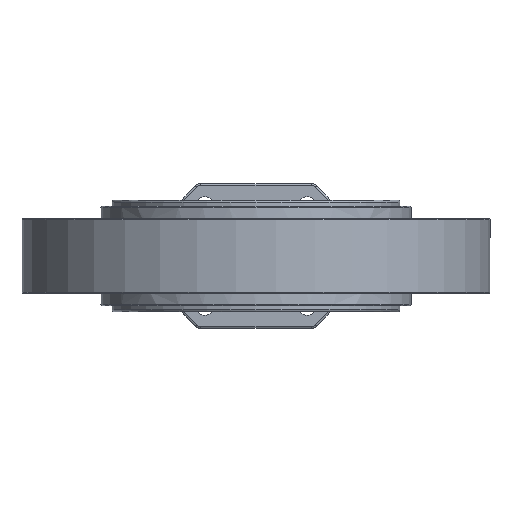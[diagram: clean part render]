
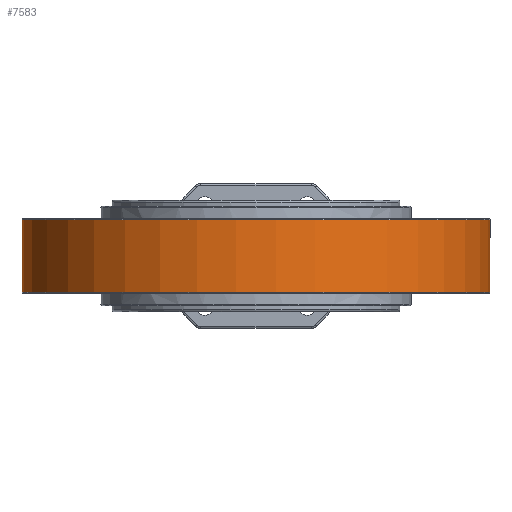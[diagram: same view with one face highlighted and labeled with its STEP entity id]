
A CAD part, front view. The second image highlights one B-rep face of the part: STEP entity #7583.
In plain terms, the highlighted cylindrical face has radius 113.25 mm (diameter 226.5 mm), a partial arc.
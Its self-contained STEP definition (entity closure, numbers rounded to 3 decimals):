
#472=CYLINDRICAL_SURFACE('',#8377,113.25);
#1143=FACE_OUTER_BOUND('',#1591,.T.);
#1591=EDGE_LOOP('',(#6103,#6104,#6105,#6106));
#2009=CIRCLE('',#8144,113.25);
#2031=CIRCLE('',#8182,113.25);
#2618=LINE('',#13645,#3068);
#2620=LINE('',#13648,#3070);
#3068=VECTOR('',#9974,10.);
#3070=VECTOR('',#9978,10.);
#3543=VERTEX_POINT('',#12739);
#3544=VERTEX_POINT('',#12743);
#3572=VERTEX_POINT('',#12899);
#3573=VERTEX_POINT('',#12903);
#4297=EDGE_CURVE('',#3544,#3543,#2009,.T.);
#4347=EDGE_CURVE('',#3573,#3572,#2031,.T.);
#4559=EDGE_CURVE('',#3543,#3573,#2618,.T.);
#4561=EDGE_CURVE('',#3572,#3544,#2620,.T.);
#6103=ORIENTED_EDGE('',*,*,#4297,.F.);
#6104=ORIENTED_EDGE('',*,*,#4561,.F.);
#6105=ORIENTED_EDGE('',*,*,#4347,.F.);
#6106=ORIENTED_EDGE('',*,*,#4559,.F.);
#7583=ADVANCED_FACE('',(#1143),#472,.T.);
#8144=AXIS2_PLACEMENT_3D('',#12745,#9385,#9386);
#8182=AXIS2_PLACEMENT_3D('',#12905,#9480,#9481);
#8377=AXIS2_PLACEMENT_3D('',#13647,#9976,#9977);
#9385=DIRECTION('center_axis',(0.,0.,1.));
#9386=DIRECTION('ref_axis',(0.,-1.,0.));
#9480=DIRECTION('center_axis',(0.,0.,-1.));
#9481=DIRECTION('ref_axis',(0.,-1.,0.));
#9974=DIRECTION('',(0.,0.,-1.));
#9976=DIRECTION('center_axis',(0.,0.,1.));
#9977=DIRECTION('ref_axis',(0.,-1.,0.));
#9978=DIRECTION('',(0.,0.,1.));
#12739=CARTESIAN_POINT('',(71.519,87.81,17.5));
#12743=CARTESIAN_POINT('',(-71.519,87.81,17.5));
#12745=CARTESIAN_POINT('Origin',(0.,0.,17.5));
#12899=CARTESIAN_POINT('',(-71.519,87.81,-17.5));
#12903=CARTESIAN_POINT('',(71.519,87.81,-17.5));
#12905=CARTESIAN_POINT('Origin',(0.,0.,-17.5));
#13645=CARTESIAN_POINT('',(71.519,87.81,0.));
#13647=CARTESIAN_POINT('Origin',(0.,0.,0.));
#13648=CARTESIAN_POINT('',(-71.519,87.81,0.));
